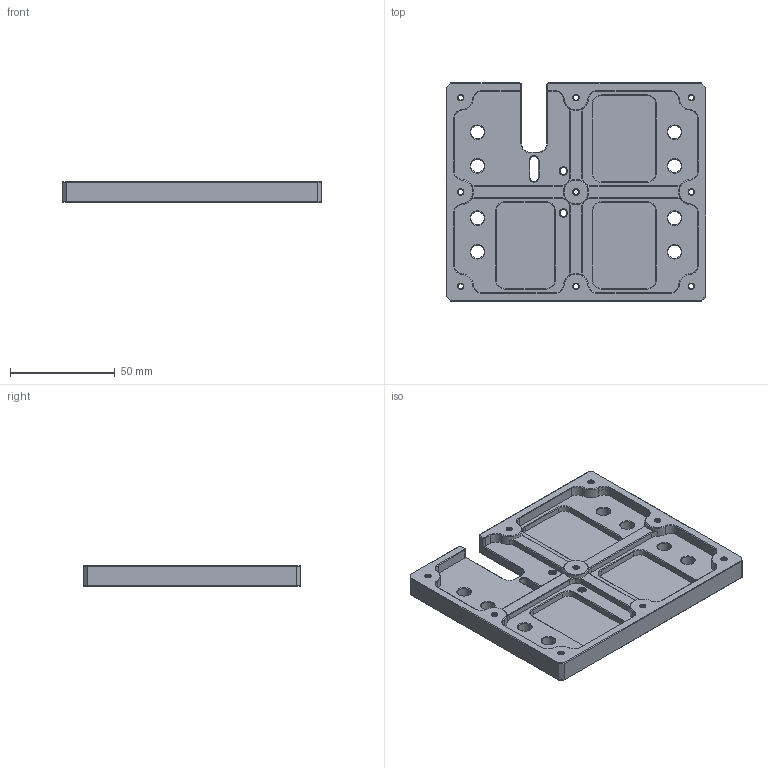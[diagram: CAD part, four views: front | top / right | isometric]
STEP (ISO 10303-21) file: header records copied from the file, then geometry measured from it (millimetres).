
FILE_DESCRIPTION(/* description */ (''),/* implementation_level */ '2;1');
FILE_NAME(/* name */ '001009 - Tiny V2 Heatbed Base v7.step',/* time_stamp */ '2022-02-08T10:48:21+01:00',/* author */ (''),/* organization */ (''),/* preprocessor_version */ 'ST-DEVELOPER v18.1',/* originating_system */ 'Autodesk Translation Framework v10.13.0.1454',/* authorisation */ '');
FILE_SCHEMA (('AUTOMOTIVE_DESIGN { 1 0 10303 214 3 1 1 }'));
Products named in the file (1): 001009 - Tiny V2 Heatbed Base
Bounding box: 124 x 104 x 10 mm (x, y, z)
Volume: 64894.4 mm3; surface area: 35292.6 mm2
Topology: 1 solids, 1 shells, 748 faces, 2029 edges, 1286 vertices
Faces by surface type: cylinder 463, plane 153, cone 110, bspline 22
Full cylindrical faces by diameter (mm): 2.529 x99, 3.086 x36, 3.332 x4, 4.109 x4, 6.4 x8, 12 x1
Entity records: 46017 total; most frequent: CARTESIAN_POINT 28565, ORIENTED_EDGE 4058, DIRECTION 3014, EDGE_CURVE 2029, VERTEX_POINT 1286, AXIS2_PLACEMENT_3D 1091, LINE 832, VECTOR 832
